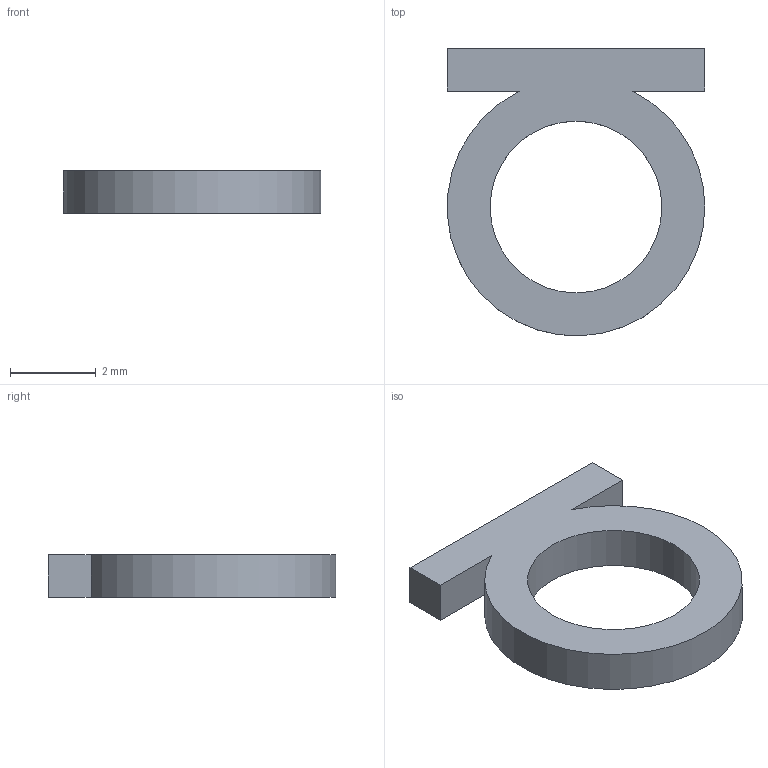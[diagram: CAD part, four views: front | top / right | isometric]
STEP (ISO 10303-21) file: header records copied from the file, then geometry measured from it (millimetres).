
FILE_DESCRIPTION(('FreeCAD Model'),'2;1');
FILE_NAME('Open CASCADE Shape Model','2025-06-21T20:00:12',(''),(''), 'Open CASCADE STEP processor 7.8','FreeCAD','Unknown');
FILE_SCHEMA(('AUTOMOTIVE_DESIGN { 1 0 10303 214 1 1 1 1 }'));
Length unit declared in the file: millimetre
Products named in the file (1): Body
Bounding box: 6 x 6.7 x 1 mm (x, y, z)
Volume: 21.2 mm3; surface area: 82.5 mm2
Topology: 1 solids, 1 shells, 9 faces, 23 edges, 16 vertices
Faces by surface type: plane 7, cylinder 2
Full cylindrical faces by diameter (mm): 4 x1
Entity records: 305 total; most frequent: CARTESIAN_POINT 49, DIRECTION 49, ORIENTED_EDGE 46, EDGE_CURVE 23, LINE 17, VECTOR 17, AXIS2_PLACEMENT_3D 16, VERTEX_POINT 16
